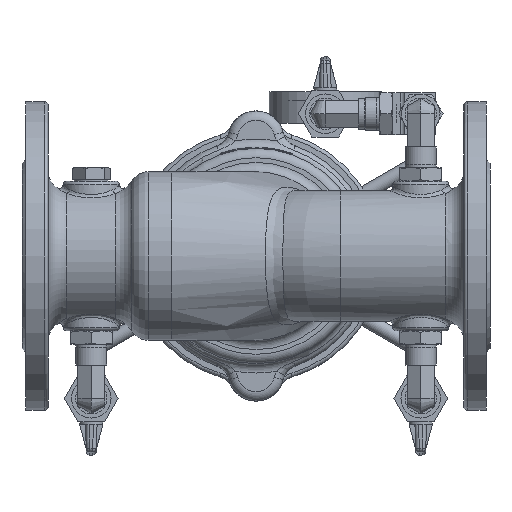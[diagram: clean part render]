
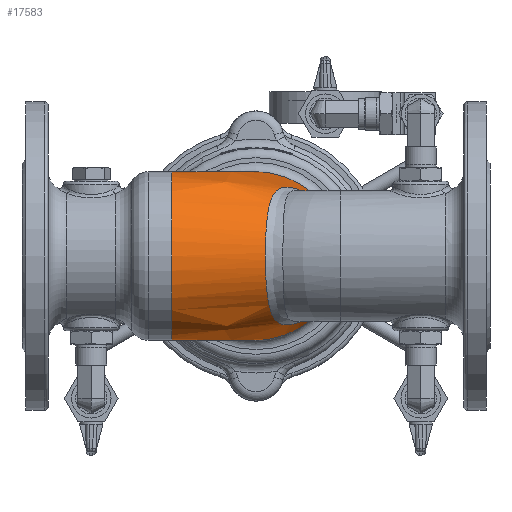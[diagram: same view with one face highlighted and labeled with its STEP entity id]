
A CAD part, front view. The second image highlights one B-rep face of the part: STEP entity #17583.
In plain terms, the highlighted free-form (B-spline) face has degree [2, 2] with [9, 3] control points.
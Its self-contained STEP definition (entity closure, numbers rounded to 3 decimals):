
#356=(
BOUNDED_SURFACE()
B_SPLINE_SURFACE(2,2,((#28823,#28824,#28825),(#28826,#28827,#28828),(#28829,
#28830,#28831),(#28832,#28833,#28834),(#28835,#28836,#28837),(#28838,#28839,
#28840),(#28841,#28842,#28843),(#28844,#28845,#28846),(#28847,#28848,#28849)),
 .UNSPECIFIED.,.T.,.F.,.F.)
B_SPLINE_SURFACE_WITH_KNOTS((3,2,2,2,3),(3,3),(-3.142,-1.571,
0.,1.571,3.142),(-3.142,-1.571),
 .UNSPECIFIED.)
GEOMETRIC_REPRESENTATION_ITEM()
RATIONAL_B_SPLINE_SURFACE(((1.,0.707,1.),(0.707,
0.5,0.707),(1.,0.707,1.),(0.707,
0.5,0.707),(1.,0.707,1.),(0.707,
0.5,0.707),(1.,0.707,1.),(0.707,
0.5,0.707),(1.,0.707,1.)))
REPRESENTATION_ITEM('')
SURFACE()
);
#910=B_SPLINE_CURVE_WITH_KNOTS('',3,(#28702,#28703,#28704,#28705,#28706,
#28707,#28708,#28709,#28710,#28711,#28712,#28713,#28714,#28715,#28716,#28717,
#28718,#28719,#28720,#28721,#28722,#28723,#28724),.UNSPECIFIED.,.F.,.F.,
(4,1,1,1,1,1,1,1,1,1,1,1,1,1,1,1,1,1,1,1,4),(5.006,5.472,
5.937,6.402,6.868,7.333,7.799,
8.73,9.35,10.592,11.212,12.453,
13.074,14.315,14.936,15.557,16.177,
16.643,17.108,17.574,18.039),
 .UNSPECIFIED.);
#912=B_SPLINE_CURVE_WITH_KNOTS('',3,(#28809,#28810,#28811,#28812,#28813,
#28814,#28815),.UNSPECIFIED.,.F.,.F.,(4,1,1,1,4),(0.,3.292,8.23,
9.876,11.522),.UNSPECIFIED.);
#913=B_SPLINE_CURVE_WITH_KNOTS('',3,(#28816,#28817,#28818,#28819,#28820,
#28821,#28822),.UNSPECIFIED.,.F.,.F.,(4,1,1,1,4),(11.522,13.169,
16.461,19.753,23.045),.UNSPECIFIED.);
#1976=FACE_OUTER_BOUND('',#3069,.T.);
#3069=EDGE_LOOP('',(#12374,#12375,#12376,#12377,#12378,#12379,#12380));
#6619=CIRCLE('',#19171,45.);
#6620=CIRCLE('',#19172,45.);
#6651=CIRCLE('',#19242,45.);
#6652=CIRCLE('',#19243,45.);
#7460=VERTEX_POINT('',#28447);
#7461=VERTEX_POINT('',#28449);
#7485=VERTEX_POINT('',#28579);
#7486=VERTEX_POINT('',#28699);
#7487=VERTEX_POINT('',#28701);
#9250=EDGE_CURVE('',#7460,#7461,#6619,.T.);
#9251=EDGE_CURVE('',#7461,#7460,#6620,.T.);
#9318=EDGE_CURVE('',#7485,#7460,#6651,.T.);
#9319=EDGE_CURVE('',#7460,#7485,#6652,.T.);
#9321=EDGE_CURVE('',#7486,#7487,#910,.T.);
#9324=EDGE_CURVE('',#7487,#7461,#912,.T.);
#9325=EDGE_CURVE('',#7461,#7486,#913,.T.);
#12374=ORIENTED_EDGE('',*,*,#9250,.F.);
#12375=ORIENTED_EDGE('',*,*,#9318,.F.);
#12376=ORIENTED_EDGE('',*,*,#9319,.F.);
#12377=ORIENTED_EDGE('',*,*,#9251,.F.);
#12378=ORIENTED_EDGE('',*,*,#9324,.F.);
#12379=ORIENTED_EDGE('',*,*,#9321,.F.);
#12380=ORIENTED_EDGE('',*,*,#9325,.F.);
#17583=ADVANCED_FACE('',(#1976),#356,.F.);
#19171=AXIS2_PLACEMENT_3D('',#28450,#21518,#21519);
#19172=AXIS2_PLACEMENT_3D('',#28451,#21520,#21521);
#19242=AXIS2_PLACEMENT_3D('',#28581,#21696,#21697);
#19243=AXIS2_PLACEMENT_3D('',#28582,#21698,#21699);
#21518=DIRECTION('center_axis',(0.,1.,0.));
#21519=DIRECTION('ref_axis',(0.,0.,1.));
#21520=DIRECTION('center_axis',(0.,1.,0.));
#21521=DIRECTION('ref_axis',(0.,0.,1.));
#21696=DIRECTION('center_axis',(-1.,0.,0.));
#21697=DIRECTION('ref_axis',(0.,0.,1.));
#21698=DIRECTION('center_axis',(-1.,0.,0.));
#21699=DIRECTION('ref_axis',(0.,0.,1.));
#28447=CARTESIAN_POINT('',(66.,45.,0.));
#28449=CARTESIAN_POINT('',(156.,44.999,0.));
#28450=CARTESIAN_POINT('Origin',(111.,45.,0.));
#28451=CARTESIAN_POINT('Origin',(111.,45.,0.));
#28579=CARTESIAN_POINT('',(66.,0.,-45.));
#28581=CARTESIAN_POINT('Origin',(66.,0.,0.));
#28582=CARTESIAN_POINT('Origin',(66.,0.,0.));
#28699=CARTESIAN_POINT('',(147.748,34.197,24.937));
#28701=CARTESIAN_POINT('',(147.748,34.197,-24.937));
#28702=CARTESIAN_POINT('Ctrl Pts',(147.748,34.197,24.937));
#28703=CARTESIAN_POINT('Ctrl Pts',(146.637,32.779,26.312));
#28704=CARTESIAN_POINT('Ctrl Pts',(144.191,30.009,28.947));
#28705=CARTESIAN_POINT('Ctrl Pts',(140.015,25.675,32.299));
#28706=CARTESIAN_POINT('Ctrl Pts',(135.543,20.91,34.871));
#28707=CARTESIAN_POINT('Ctrl Pts',(131.084,15.474,36.492));
#28708=CARTESIAN_POINT('Ctrl Pts',(127.065,9.323,37.009));
#28709=CARTESIAN_POINT('Ctrl Pts',(122.759,0.532,36.163));
#28710=CARTESIAN_POINT('Ctrl Pts',(119.851,-8.876,32.911));
#28711=CARTESIAN_POINT('Ctrl Pts',(117.429,-19.986,25.338));
#28712=CARTESIAN_POINT('Ctrl Pts',(116.387,-27.007,15.634));
#28713=CARTESIAN_POINT('Ctrl Pts',(115.891,-30.664,1.532));
#28714=CARTESIAN_POINT('Ctrl Pts',(116.075,-29.156,-10.24));
#28715=CARTESIAN_POINT('Ctrl Pts',(117.13,-22.095,-23.065));
#28716=CARTESIAN_POINT('Ctrl Pts',(118.776,-12.917,-30.949));
#28717=CARTESIAN_POINT('Ctrl Pts',(122.045,-1.697,-35.475));
#28718=CARTESIAN_POINT('Ctrl Pts',(125.781,7.184,-37.073));
#28719=CARTESIAN_POINT('Ctrl Pts',(130.582,14.879,-36.675));
#28720=CARTESIAN_POINT('Ctrl Pts',(135.545,20.906,-34.87));
#28721=CARTESIAN_POINT('Ctrl Pts',(140.014,25.677,-32.299));
#28722=CARTESIAN_POINT('Ctrl Pts',(144.192,30.008,-28.946));
#28723=CARTESIAN_POINT('Ctrl Pts',(146.637,32.779,-26.312));
#28724=CARTESIAN_POINT('Ctrl Pts',(147.748,34.197,-24.937));
#28809=CARTESIAN_POINT('Ctrl Pts',(147.748,34.197,-24.937));
#28810=CARTESIAN_POINT('Ctrl Pts',(149.162,36.004,-23.186));
#28811=CARTESIAN_POINT('Ctrl Pts',(152.377,40.162,-18.294));
#28812=CARTESIAN_POINT('Ctrl Pts',(154.933,43.568,-10.886));
#28813=CARTESIAN_POINT('Ctrl Pts',(155.873,44.83,-4.133));
#28814=CARTESIAN_POINT('Ctrl Pts',(155.999,44.999,-1.377));
#28815=CARTESIAN_POINT('Ctrl Pts',(155.999,44.999,0.));
#28816=CARTESIAN_POINT('Ctrl Pts',(155.999,44.999,0.001));
#28817=CARTESIAN_POINT('Ctrl Pts',(155.999,44.999,1.379));
#28818=CARTESIAN_POINT('Ctrl Pts',(155.811,44.747,5.511));
#28819=CARTESIAN_POINT('Ctrl Pts',(154.553,43.057,12.184));
#28820=CARTESIAN_POINT('Ctrl Pts',(151.733,39.329,19.264));
#28821=CARTESIAN_POINT('Ctrl Pts',(149.162,36.004,23.186));
#28822=CARTESIAN_POINT('Ctrl Pts',(147.748,34.197,24.937));
#28823=CARTESIAN_POINT('Ctrl Pts',(66.,45.,0.));
#28824=CARTESIAN_POINT('Ctrl Pts',(66.,45.,0.));
#28825=CARTESIAN_POINT('Ctrl Pts',(66.,45.,0.));
#28826=CARTESIAN_POINT('Ctrl Pts',(66.,45.,45.));
#28827=CARTESIAN_POINT('Ctrl Pts',(66.,45.,45.));
#28828=CARTESIAN_POINT('Ctrl Pts',(66.,45.,45.));
#28829=CARTESIAN_POINT('Ctrl Pts',(111.,45.,45.));
#28830=CARTESIAN_POINT('Ctrl Pts',(111.,0.,45.));
#28831=CARTESIAN_POINT('Ctrl Pts',(66.,0.,45.));
#28832=CARTESIAN_POINT('Ctrl Pts',(156.,45.,45.));
#28833=CARTESIAN_POINT('Ctrl Pts',(156.,-45.,45.));
#28834=CARTESIAN_POINT('Ctrl Pts',(66.,-45.,45.));
#28835=CARTESIAN_POINT('Ctrl Pts',(156.,45.,0.));
#28836=CARTESIAN_POINT('Ctrl Pts',(156.,-45.,0.));
#28837=CARTESIAN_POINT('Ctrl Pts',(66.,-45.,0.));
#28838=CARTESIAN_POINT('Ctrl Pts',(156.,45.,-45.));
#28839=CARTESIAN_POINT('Ctrl Pts',(156.,-45.,-45.));
#28840=CARTESIAN_POINT('Ctrl Pts',(66.,-45.,-45.));
#28841=CARTESIAN_POINT('Ctrl Pts',(111.,45.,-45.));
#28842=CARTESIAN_POINT('Ctrl Pts',(111.,0.,-45.));
#28843=CARTESIAN_POINT('Ctrl Pts',(66.,0.,-45.));
#28844=CARTESIAN_POINT('Ctrl Pts',(66.,45.,-45.));
#28845=CARTESIAN_POINT('Ctrl Pts',(66.,45.,-45.));
#28846=CARTESIAN_POINT('Ctrl Pts',(66.,45.,-45.));
#28847=CARTESIAN_POINT('Ctrl Pts',(66.,45.,0.));
#28848=CARTESIAN_POINT('Ctrl Pts',(66.,45.,0.));
#28849=CARTESIAN_POINT('Ctrl Pts',(66.,45.,0.));
